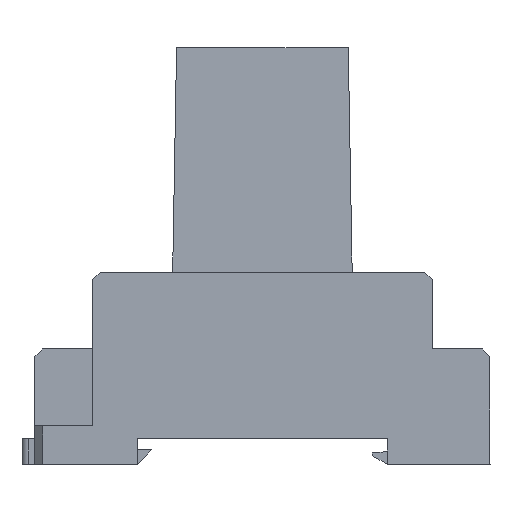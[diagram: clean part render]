
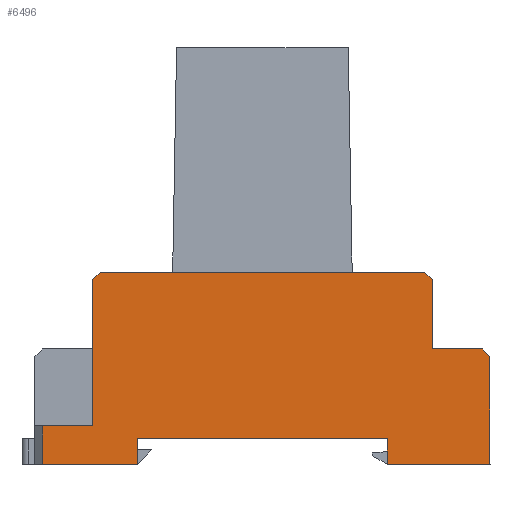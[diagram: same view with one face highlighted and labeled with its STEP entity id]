
A CAD part, left-side view. The second image highlights one B-rep face of the part: STEP entity #6496.
In plain terms, the highlighted planar face has unit normal (-1, 0, 0).
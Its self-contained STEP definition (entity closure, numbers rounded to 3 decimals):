
#12 = VERTEX_POINT ( 'NONE', #8072 ) ;
#17 = CARTESIAN_POINT ( 'NONE',  ( -15., 0., 0. ) ) ;
#290 = ORIENTED_EDGE ( 'NONE', *, *, #2075, .F. ) ;
#373 = LINE ( 'NONE', #17, #6247 ) ;
#841 = DIRECTION ( 'NONE',  ( 0., -1., 0. ) ) ;
#968 = DIRECTION ( 'NONE',  ( 0., -1., 0. ) ) ;
#1070 = EDGE_CURVE ( 'NONE', #2517, #6862, #7685, .T. ) ;
#1198 = LINE ( 'NONE', #11324, #7550 ) ;
#1373 = EDGE_CURVE ( 'NONE', #5891, #3246, #5320, .T. ) ;
#1432 = ORIENTED_EDGE ( 'NONE', *, *, #5923, .T. ) ;
#1643 = CARTESIAN_POINT ( 'NONE',  ( -15., -25.3, 30. ) ) ;
#1681 = VERTEX_POINT ( 'NONE', #9305 ) ;
#2075 = EDGE_CURVE ( 'NONE', #5891, #13118, #7311, .T. ) ;
#2133 = EDGE_CURVE ( 'NONE', #13234, #13118, #12664, .T. ) ;
#2136 = CARTESIAN_POINT ( 'NONE',  ( -15., -19.5, 4. ) ) ;
#2393 = LINE ( 'NONE', #4088, #5413 ) ;
#2517 = VERTEX_POINT ( 'NONE', #8838 ) ;
#2520 = ORIENTED_EDGE ( 'NONE', *, *, #11082, .F. ) ;
#2529 = LINE ( 'NONE', #7856, #12884 ) ;
#2539 = DIRECTION ( 'NONE',  ( 0., -0.707, -0.707 ) ) ;
#2687 = VECTOR ( 'NONE', #968, 1000. ) ;
#2844 = DIRECTION ( 'NONE',  ( 0., 1., 0. ) ) ;
#2900 = CARTESIAN_POINT ( 'NONE',  ( -15., 26.5, 18. ) ) ;
#2957 = CARTESIAN_POINT ( 'NONE',  ( -15., 26.5, 28.8 ) ) ;
#3056 = DIRECTION ( 'NONE',  ( 0., 0., 1. ) ) ;
#3174 = DIRECTION ( 'NONE',  ( 0., -1., 0. ) ) ;
#3246 = VERTEX_POINT ( 'NONE', #9706 ) ;
#3324 = CARTESIAN_POINT ( 'NONE',  ( -15., -35.5, 16.8 ) ) ;
#3506 = ORIENTED_EDGE ( 'NONE', *, *, #13715, .F. ) ;
#3653 = VECTOR ( 'NONE', #2844, 1000. ) ;
#3880 = VECTOR ( 'NONE', #13550, 1000. ) ;
#3925 = CARTESIAN_POINT ( 'NONE',  ( -15., 34.3, 0. ) ) ;
#3936 = DIRECTION ( 'NONE',  ( 0., 0., -1. ) ) ;
#4088 = CARTESIAN_POINT ( 'NONE',  ( -15., 0., 6. ) ) ;
#4155 = LINE ( 'NONE', #11576, #9479 ) ;
#4169 = EDGE_CURVE ( 'NONE', #12879, #12, #5086, .T. ) ;
#4271 = EDGE_CURVE ( 'NONE', #12, #9742, #2393, .T. ) ;
#4414 = VECTOR ( 'NONE', #8169, 1000. ) ;
#4556 = CARTESIAN_POINT ( 'NONE',  ( -15., -26.5, 28.8 ) ) ;
#4629 = DIRECTION ( 'NONE',  ( 0., -0.707, -0.707 ) ) ;
#4842 = VERTEX_POINT ( 'NONE', #9333 ) ;
#4934 = CARTESIAN_POINT ( 'NONE',  ( -15., -34.3, 18. ) ) ;
#4960 = VECTOR ( 'NONE', #3936, 1000. ) ;
#5086 = LINE ( 'NONE', #10253, #9418 ) ;
#5320 = LINE ( 'NONE', #9227, #3653 ) ;
#5413 = VECTOR ( 'NONE', #3174, 1000. ) ;
#5527 = CARTESIAN_POINT ( 'NONE',  ( -15., 26.5, 6. ) ) ;
#5678 = DIRECTION ( 'NONE',  ( 0., 0., -1. ) ) ;
#5727 = DIRECTION ( 'NONE',  ( 0., 1., 0. ) ) ;
#5730 = PLANE ( 'NONE',  #9922 ) ;
#5784 = LINE ( 'NONE', #2900, #4960 ) ;
#5891 = VERTEX_POINT ( 'NONE', #1643 ) ;
#5923 = EDGE_CURVE ( 'NONE', #4842, #13588, #11328, .T. ) ;
#6093 = ORIENTED_EDGE ( 'NONE', *, *, #2133, .T. ) ;
#6103 = CARTESIAN_POINT ( 'NONE',  ( -15., 19.5, 4. ) ) ;
#6119 = DIRECTION ( 'NONE',  ( 0., 0., -1. ) ) ;
#6134 = ORIENTED_EDGE ( 'NONE', *, *, #1373, .T. ) ;
#6247 = VECTOR ( 'NONE', #8582, 1000. ) ;
#6396 = CARTESIAN_POINT ( 'NONE',  ( -15., -19.5, 4. ) ) ;
#6431 = ORIENTED_EDGE ( 'NONE', *, *, #10063, .T. ) ;
#6496 = ADVANCED_FACE ( 'NONE', ( #9487 ), #5730, .F. ) ;
#6539 = CARTESIAN_POINT ( 'NONE',  ( -15., 19.5, 0. ) ) ;
#6624 = VERTEX_POINT ( 'NONE', #4934 ) ;
#6675 = VECTOR ( 'NONE', #5727, 1000. ) ;
#6862 = VERTEX_POINT ( 'NONE', #6396 ) ;
#6939 = CARTESIAN_POINT ( 'NONE',  ( -15., -26.5, 18. ) ) ;
#6986 = VECTOR ( 'NONE', #10120, 1000. ) ;
#7246 = ORIENTED_EDGE ( 'NONE', *, *, #7434, .T. ) ;
#7311 = LINE ( 'NONE', #11105, #13467 ) ;
#7410 = CARTESIAN_POINT ( 'NONE',  ( -15., 26.5, 28.8 ) ) ;
#7434 = EDGE_CURVE ( 'NONE', #7511, #9742, #5784, .T. ) ;
#7494 = VECTOR ( 'NONE', #3056, 1000. ) ;
#7511 = VERTEX_POINT ( 'NONE', #7410 ) ;
#7537 = ORIENTED_EDGE ( 'NONE', *, *, #8588, .F. ) ;
#7550 = VECTOR ( 'NONE', #6119, 1000. ) ;
#7685 = LINE ( 'NONE', #2136, #2687 ) ;
#7856 = CARTESIAN_POINT ( 'NONE',  ( -15., -34.3, 18. ) ) ;
#7878 = ORIENTED_EDGE ( 'NONE', *, *, #1070, .T. ) ;
#8072 = CARTESIAN_POINT ( 'NONE',  ( -15., 34.3, 6. ) ) ;
#8169 = DIRECTION ( 'NONE',  ( 0., -0.707, 0.707 ) ) ;
#8258 = EDGE_LOOP ( 'NONE', ( #8641, #7878, #6431, #9134, #1432, #2520, #7537, #6093, #290, #6134, #3506, #7246, #10275, #13522, #8417 ) ) ;
#8417 = ORIENTED_EDGE ( 'NONE', *, *, #12662, .F. ) ;
#8582 = DIRECTION ( 'NONE',  ( 0., 1., 0. ) ) ;
#8588 = EDGE_CURVE ( 'NONE', #13234, #6624, #4155, .T. ) ;
#8641 = ORIENTED_EDGE ( 'NONE', *, *, #11270, .T. ) ;
#8838 = CARTESIAN_POINT ( 'NONE',  ( -15., 19.5, 4. ) ) ;
#8905 = CARTESIAN_POINT ( 'NONE',  ( -15., -35.5, 30. ) ) ;
#9134 = ORIENTED_EDGE ( 'NONE', *, *, #12721, .F. ) ;
#9227 = CARTESIAN_POINT ( 'NONE',  ( -15., 0., 30. ) ) ;
#9305 = CARTESIAN_POINT ( 'NONE',  ( -15., -19.5, 0. ) ) ;
#9333 = CARTESIAN_POINT ( 'NONE',  ( -15., -35.5, 0. ) ) ;
#9350 = CARTESIAN_POINT ( 'NONE',  ( -15., -35.5, 30. ) ) ;
#9418 = VECTOR ( 'NONE', #12519, 1000. ) ;
#9479 = VECTOR ( 'NONE', #841, 1000. ) ;
#9487 = FACE_OUTER_BOUND ( 'NONE', #8258, .T. ) ;
#9706 = CARTESIAN_POINT ( 'NONE',  ( -15., 25.3, 30. ) ) ;
#9742 = VERTEX_POINT ( 'NONE', #5527 ) ;
#9922 = AXIS2_PLACEMENT_3D ( 'NONE', #8905, #11035, #5678 ) ;
#10063 = EDGE_CURVE ( 'NONE', #6862, #1681, #1198, .T. ) ;
#10120 = DIRECTION ( 'NONE',  ( 0., 0., 1. ) ) ;
#10163 = CARTESIAN_POINT ( 'NONE',  ( -15., -26.5, 18. ) ) ;
#10237 = LINE ( 'NONE', #2957, #4414 ) ;
#10253 = CARTESIAN_POINT ( 'NONE',  ( -15., 34.3, 30. ) ) ;
#10275 = ORIENTED_EDGE ( 'NONE', *, *, #4271, .F. ) ;
#10355 = LINE ( 'NONE', #6103, #3880 ) ;
#10532 = VERTEX_POINT ( 'NONE', #6539 ) ;
#11035 = DIRECTION ( 'NONE',  ( 1., 0., 0. ) ) ;
#11082 = EDGE_CURVE ( 'NONE', #6624, #13588, #2529, .T. ) ;
#11105 = CARTESIAN_POINT ( 'NONE',  ( -15., -25.3, 30. ) ) ;
#11270 = EDGE_CURVE ( 'NONE', #10532, #2517, #10355, .T. ) ;
#11324 = CARTESIAN_POINT ( 'NONE',  ( -15., -19.5, 0. ) ) ;
#11328 = LINE ( 'NONE', #9350, #7494 ) ;
#11576 = CARTESIAN_POINT ( 'NONE',  ( -15., -35.5, 18. ) ) ;
#12519 = DIRECTION ( 'NONE',  ( 0., 0., 1. ) ) ;
#12662 = EDGE_CURVE ( 'NONE', #10532, #12879, #373, .T. ) ;
#12664 = LINE ( 'NONE', #10163, #6986 ) ;
#12721 = EDGE_CURVE ( 'NONE', #4842, #1681, #13336, .T. ) ;
#12879 = VERTEX_POINT ( 'NONE', #3925 ) ;
#12884 = VECTOR ( 'NONE', #2539, 1000. ) ;
#13118 = VERTEX_POINT ( 'NONE', #4556 ) ;
#13231 = CARTESIAN_POINT ( 'NONE',  ( -15., 0., 0. ) ) ;
#13234 = VERTEX_POINT ( 'NONE', #6939 ) ;
#13336 = LINE ( 'NONE', #13231, #6675 ) ;
#13467 = VECTOR ( 'NONE', #4629, 1000. ) ;
#13522 = ORIENTED_EDGE ( 'NONE', *, *, #4169, .F. ) ;
#13550 = DIRECTION ( 'NONE',  ( 0., 0., 1. ) ) ;
#13588 = VERTEX_POINT ( 'NONE', #3324 ) ;
#13715 = EDGE_CURVE ( 'NONE', #7511, #3246, #10237, .T. ) ;
